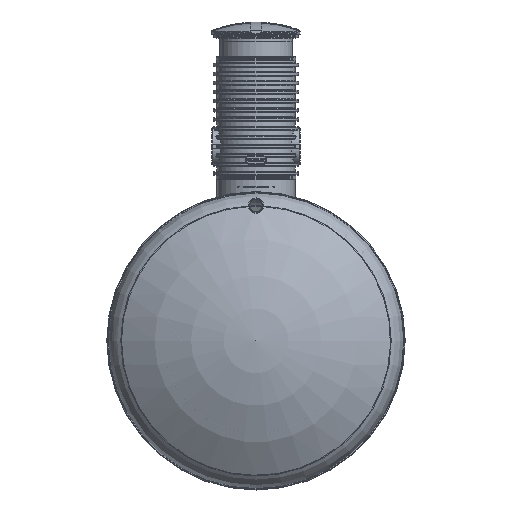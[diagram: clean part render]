
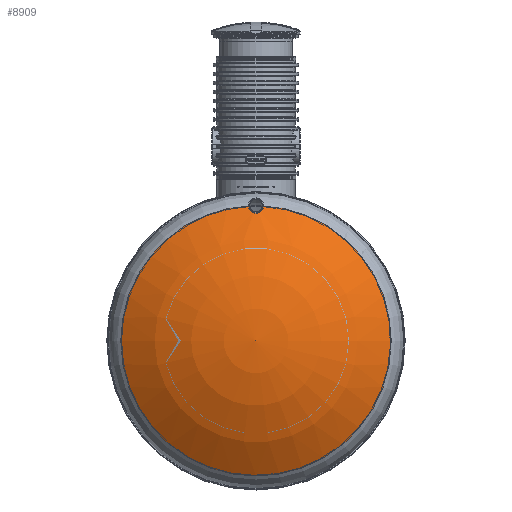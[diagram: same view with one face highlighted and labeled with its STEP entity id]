
A CAD part, front view. The second image highlights one B-rep face of the part: STEP entity #8909.
In plain terms, the highlighted toroidal (fillet/blend) face has major radius 3.957 mm and minor radius 2000 mm.
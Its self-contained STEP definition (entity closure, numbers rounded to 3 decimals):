
#18=DEGENERATE_TOROIDAL_SURFACE('',#10098,3.957,2000.,.F.);
#22=VERTEX_LOOP('',#5941);
#1501=B_SPLINE_CURVE_WITH_KNOTS('',3,(#21174,#21175,#21176,#21177,#21178,
#21179,#21180,#21181,#21182,#21183,#21184,#21185,#21186,#21187,#21188,#21189,
#21190,#21191,#21192,#21193,#21194,#21195,#21196,#21197,#21198,#21199,#21200,
#21201,#21202),.UNSPECIFIED.,.F.,.F.,(4,1,1,1,1,1,1,1,1,1,1,1,1,1,1,1,1,
1,1,1,1,1,1,1,1,1,4),(0.,0.012,0.023,
0.029,0.035,0.046,0.052,
0.058,0.064,0.07,0.075,
0.081,0.087,0.093,0.099,
0.104,0.116,0.122,0.127,
0.133,0.139,0.151,0.156,
0.162,0.168,0.174,0.185),
 .UNSPECIFIED.);
#3858=ORIENTED_EDGE('',*,*,#5072,.F.);
#3859=ORIENTED_EDGE('',*,*,#5073,.T.);
#5072=EDGE_CURVE('',#5939,#5940,#6470,.T.);
#5073=EDGE_CURVE('',#5939,#5940,#1501,.T.);
#5939=VERTEX_POINT('',#21172);
#5940=VERTEX_POINT('',#21173);
#5941=VERTEX_POINT('',#21203);
#6470=CIRCLE('',#10099,1151.714);
#7296=EDGE_LOOP('',(#3858,#3859));
#8141=FACE_BOUND('',#7296,.T.);
#8142=FACE_BOUND('',#22,.T.);
#8909=ADVANCED_FACE('',(#8141,#8142),#18,.F.);
#10098=AXIS2_PLACEMENT_3D('',#21170,#12539,#12540);
#10099=AXIS2_PLACEMENT_3D('',#21171,#12541,#12542);
#12539=DIRECTION('',(0.,0.,-1.));
#12540=DIRECTION('',(-1.,0.,0.));
#12541=DIRECTION('',(0.,0.,-1.));
#12542=DIRECTION('',(-1.,0.,0.));
#21170=CARTESIAN_POINT('',(0.,0.,-1552.241));
#21171=CARTESIAN_POINT('',(0.,0.,80.066));
#21172=CARTESIAN_POINT('',(54.96,1150.402,80.066));
#21173=CARTESIAN_POINT('',(-54.96,1150.402,80.066));
#21174=CARTESIAN_POINT('',(54.96,1150.402,80.066));
#21175=CARTESIAN_POINT('',(54.838,1147.203,82.332));
#21176=CARTESIAN_POINT('',(54.04,1140.891,86.795));
#21177=CARTESIAN_POINT('',(51.697,1133.234,92.187));
#21178=CARTESIAN_POINT('',(48.933,1127.223,96.408));
#21179=CARTESIAN_POINT('',(45.602,1121.438,100.462));
#21180=CARTESIAN_POINT('',(41.469,1116.075,104.21));
#21181=CARTESIAN_POINT('',(36.384,1111.138,107.653));
#21182=CARTESIAN_POINT('',(32.19,1107.796,109.98));
#21183=CARTESIAN_POINT('',(27.626,1104.834,112.04));
#21184=CARTESIAN_POINT('',(22.613,1102.256,113.83));
#21185=CARTESIAN_POINT('',(17.325,1100.198,115.258));
#21186=CARTESIAN_POINT('',(11.832,1098.685,116.307));
#21187=CARTESIAN_POINT('',(6.06,1097.729,116.97));
#21188=CARTESIAN_POINT('',(0.179,1097.397,117.199));
#21189=CARTESIAN_POINT('',(-5.62,1097.683,117.001));
#21190=CARTESIAN_POINT('',(-13.383,1098.903,116.156));
#21191=CARTESIAN_POINT('',(-20.637,1101.274,114.512));
#21192=CARTESIAN_POINT('',(-27.361,1104.68,112.147));
#21193=CARTESIAN_POINT('',(-31.962,1107.632,110.094));
#21194=CARTESIAN_POINT('',(-36.199,1110.975,107.766));
#21195=CARTESIAN_POINT('',(-41.302,1115.887,104.342));
#21196=CARTESIAN_POINT('',(-45.491,1121.267,100.582));
#21197=CARTESIAN_POINT('',(-48.867,1127.096,96.497));
#21198=CARTESIAN_POINT('',(-50.938,1131.565,93.359));
#21199=CARTESIAN_POINT('',(-52.587,1136.144,90.138));
#21200=CARTESIAN_POINT('',(-54.234,1142.402,85.727));
#21201=CARTESIAN_POINT('',(-54.838,1147.197,82.337));
#21202=CARTESIAN_POINT('',(-54.96,1150.402,80.066));
#21203=CARTESIAN_POINT('',(0.,0.,447.755));
